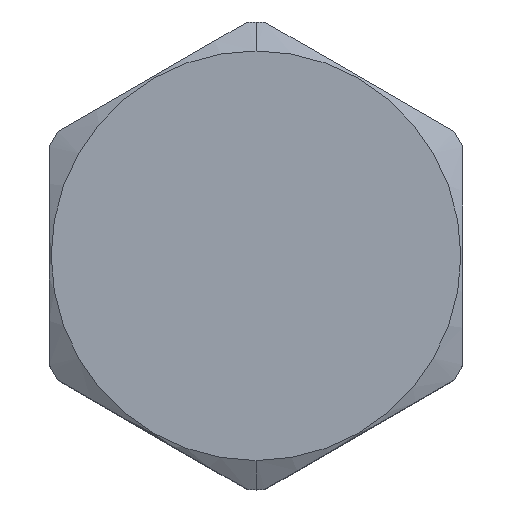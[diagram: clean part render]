
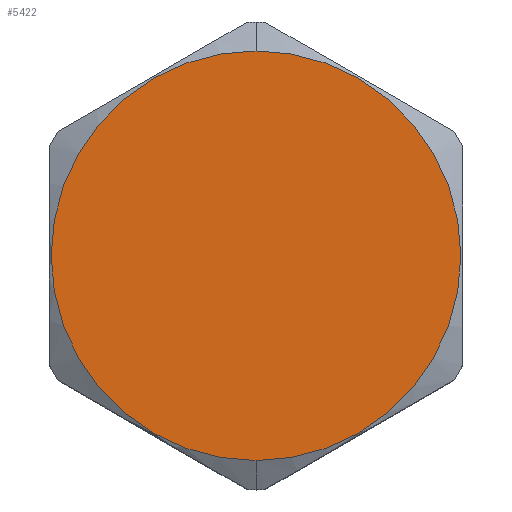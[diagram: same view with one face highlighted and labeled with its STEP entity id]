
A CAD part, top view. The second image highlights one B-rep face of the part: STEP entity #5422.
In plain terms, the highlighted planar face has unit normal (0, 0, 1).
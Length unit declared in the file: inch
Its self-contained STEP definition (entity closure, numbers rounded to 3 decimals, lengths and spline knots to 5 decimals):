
#1173=CARTESIAN_POINT('',(0.,0.,2.0305));
#1174=DIRECTION('',(0.,0.,1.));
#1175=DIRECTION('',(0.,-1.,0.));
#1176=AXIS2_PLACEMENT_3D('',#1173,#1174,#1175);
#1178=CARTESIAN_POINT('',(0.,0.,2.0305));
#1179=DIRECTION('',(0.,0.,1.));
#1180=DIRECTION('',(0.,1.,0.));
#1181=AXIS2_PLACEMENT_3D('',#1178,#1179,#1180);
#3264=CARTESIAN_POINT('',(0.,-0.3715,2.0305));
#3265=CARTESIAN_POINT('',(0.,0.3715,2.0305));
#3266=VERTEX_POINT('',#3264);
#3267=VERTEX_POINT('',#3265);
#5413=CARTESIAN_POINT('',(0.,0.,2.0305));
#5414=DIRECTION('',(0.,0.,1.));
#5415=DIRECTION('',(0.,1.,0.));
#5416=AXIS2_PLACEMENT_3D('',#5413,#5414,#5415);
#5417=PLANE('',#5416);
#5418=ORIENTED_EDGE('',*,*,#5169,.F.);
#5419=ORIENTED_EDGE('',*,*,#5397,.F.);
#5420=EDGE_LOOP('',(#5418,#5419));
#5421=FACE_OUTER_BOUND('',#5420,.F.);
#1177=CIRCLE('',#1176,0.3715);
#1182=CIRCLE('',#1181,0.3715);
#5169=EDGE_CURVE('',#3266,#3267,#1177,.T.);
#5397=EDGE_CURVE('',#3267,#3266,#1182,.T.);
#5422=ADVANCED_FACE('',(#5421),#5417,.T.);
